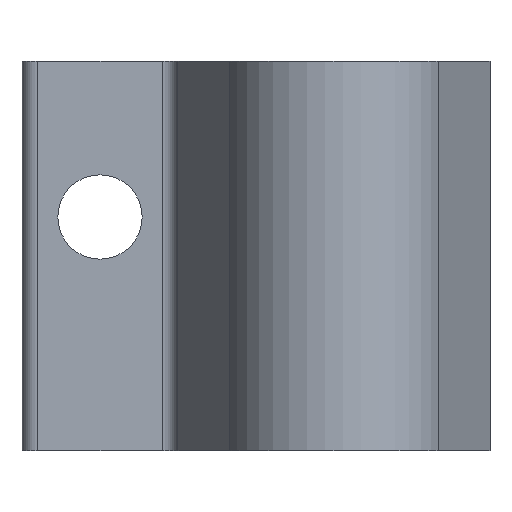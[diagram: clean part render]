
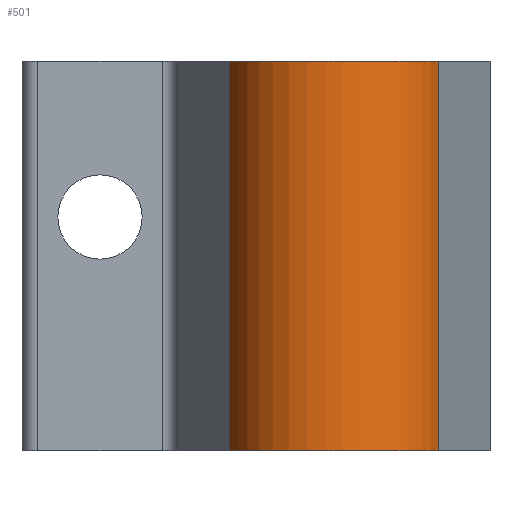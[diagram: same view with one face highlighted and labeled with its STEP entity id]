
A CAD part, left-side view. The second image highlights one B-rep face of the part: STEP entity #501.
In plain terms, the highlighted cylindrical face has radius 7 mm (diameter 14 mm), a partial arc.
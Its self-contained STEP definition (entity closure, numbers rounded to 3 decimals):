
#64=FACE_OUTER_BOUND('',#98,.T.);
#98=EDGE_LOOP('',(#456,#457,#458,#459));
#141=LINE('',#858,#185);
#142=LINE('',#860,#186);
#185=VECTOR('',#715,10.);
#186=VECTOR('',#718,10.);
#194=CIRCLE('',#527,7.);
#208=CIRCLE('',#561,7.);
#225=VERTEX_POINT('',#758);
#226=VERTEX_POINT('',#760);
#250=VERTEX_POINT('',#844);
#251=VERTEX_POINT('',#846);
#271=EDGE_CURVE('',#225,#226,#194,.T.);
#314=EDGE_CURVE('',#251,#250,#208,.T.);
#320=EDGE_CURVE('',#225,#251,#141,.T.);
#321=EDGE_CURVE('',#250,#226,#142,.T.);
#456=ORIENTED_EDGE('',*,*,#321,.T.);
#457=ORIENTED_EDGE('',*,*,#271,.F.);
#458=ORIENTED_EDGE('',*,*,#320,.T.);
#459=ORIENTED_EDGE('',*,*,#314,.T.);
#473=CYLINDRICAL_SURFACE('',#568,7.);
#501=ADVANCED_FACE('',(#64),#473,.T.);
#527=AXIS2_PLACEMENT_3D('',#761,#604,#605);
#561=AXIS2_PLACEMENT_3D('',#847,#699,#700);
#568=AXIS2_PLACEMENT_3D('',#861,#719,#720);
#604=DIRECTION('center_axis',(0.,0.,-1.));
#605=DIRECTION('ref_axis',(1.,0.,0.));
#699=DIRECTION('center_axis',(0.,0.,-1.));
#700=DIRECTION('ref_axis',(1.,0.,0.));
#715=DIRECTION('',(0.,0.,1.));
#718=DIRECTION('',(0.,0.,-1.));
#719=DIRECTION('center_axis',(0.,0.,-1.));
#720=DIRECTION('ref_axis',(-1.,0.,0.));
#758=CARTESIAN_POINT('',(-2.094,-6.68,-5.));
#760=CARTESIAN_POINT('',(-2.094,6.68,-5.));
#761=CARTESIAN_POINT('Origin',(0.,0.,-5.));
#844=CARTESIAN_POINT('',(-2.094,6.68,20.));
#846=CARTESIAN_POINT('',(-2.094,-6.68,20.));
#847=CARTESIAN_POINT('Origin',(0.,0.,20.));
#858=CARTESIAN_POINT('',(-2.094,-6.68,0.));
#860=CARTESIAN_POINT('',(-2.094,6.68,0.));
#861=CARTESIAN_POINT('Origin',(0.,0.,0.));
